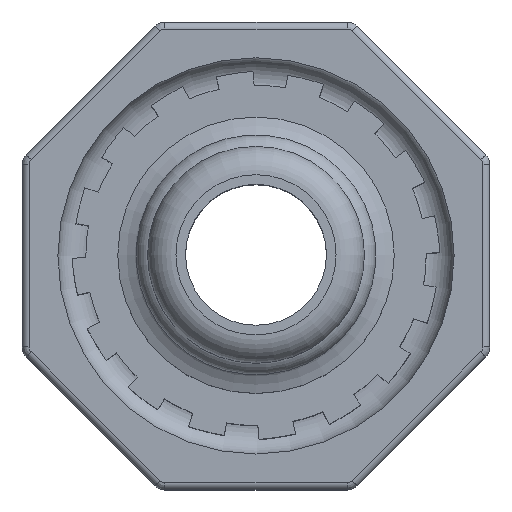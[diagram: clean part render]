
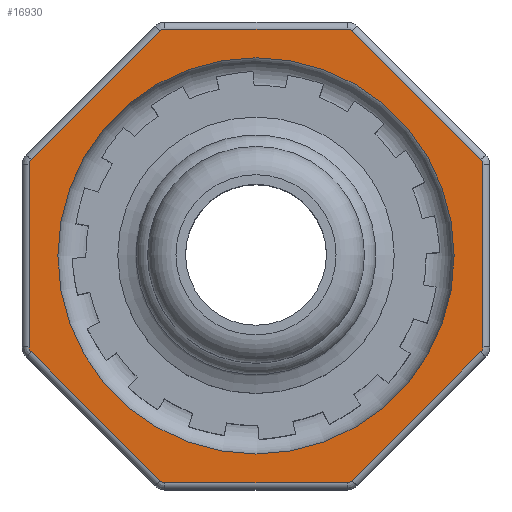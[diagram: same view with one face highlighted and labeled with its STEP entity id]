
A CAD part, top view. The second image highlights one B-rep face of the part: STEP entity #16930.
In plain terms, the highlighted planar face has unit normal (0, 0, 1).
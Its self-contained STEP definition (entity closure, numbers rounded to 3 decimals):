
#86=FACE_BOUND('',#1799,.T.);
#131=PLANE('',#17862);
#892=FACE_OUTER_BOUND('',#1798,.T.);
#1798=EDGE_LOOP('',(#11795,#11796,#11797,#11798,#11799,#11800,#11801,#11802,
#11803,#11804,#11805,#11806,#11807,#11808,#11809,#11810));
#1799=EDGE_LOOP('',(#11811));
#2740=CIRCLE('',#17863,0.5);
#2741=CIRCLE('',#17864,0.5);
#2742=CIRCLE('',#17865,0.5);
#2743=CIRCLE('',#17866,0.5);
#2744=CIRCLE('',#17867,0.5);
#2745=CIRCLE('',#17868,0.5);
#2746=CIRCLE('',#17869,0.5);
#2747=CIRCLE('',#17870,0.5);
#2748=CIRCLE('',#17871,13.978);
#3062=LINE('',#25743,#5293);
#3063=LINE('',#25747,#5294);
#3064=LINE('',#25751,#5295);
#3065=LINE('',#25755,#5296);
#3066=LINE('',#25759,#5297);
#3067=LINE('',#25763,#5298);
#3068=LINE('',#25767,#5299);
#3069=LINE('',#25770,#5300);
#5293=VECTOR('',#19012,1.);
#5294=VECTOR('',#19015,1.);
#5295=VECTOR('',#19018,1.);
#5296=VECTOR('',#19021,1.);
#5297=VECTOR('',#19024,1.);
#5298=VECTOR('',#19027,1.);
#5299=VECTOR('',#19030,1.);
#5300=VECTOR('',#19033,1.);
#7546=VERTEX_POINT('',#25739);
#7547=VERTEX_POINT('',#25740);
#7548=VERTEX_POINT('',#25742);
#7549=VERTEX_POINT('',#25744);
#7550=VERTEX_POINT('',#25746);
#7551=VERTEX_POINT('',#25748);
#7552=VERTEX_POINT('',#25750);
#7553=VERTEX_POINT('',#25752);
#7554=VERTEX_POINT('',#25754);
#7555=VERTEX_POINT('',#25756);
#7556=VERTEX_POINT('',#25758);
#7557=VERTEX_POINT('',#25760);
#7558=VERTEX_POINT('',#25762);
#7559=VERTEX_POINT('',#25764);
#7560=VERTEX_POINT('',#25766);
#7561=VERTEX_POINT('',#25768);
#7562=VERTEX_POINT('',#25771);
#9240=EDGE_CURVE('',#7546,#7547,#2740,.T.);
#9241=EDGE_CURVE('',#7547,#7548,#3062,.T.);
#9242=EDGE_CURVE('',#7548,#7549,#2741,.T.);
#9243=EDGE_CURVE('',#7549,#7550,#3063,.T.);
#9244=EDGE_CURVE('',#7550,#7551,#2742,.T.);
#9245=EDGE_CURVE('',#7551,#7552,#3064,.T.);
#9246=EDGE_CURVE('',#7552,#7553,#2743,.T.);
#9247=EDGE_CURVE('',#7553,#7554,#3065,.T.);
#9248=EDGE_CURVE('',#7554,#7555,#2744,.T.);
#9249=EDGE_CURVE('',#7555,#7556,#3066,.T.);
#9250=EDGE_CURVE('',#7556,#7557,#2745,.T.);
#9251=EDGE_CURVE('',#7557,#7558,#3067,.T.);
#9252=EDGE_CURVE('',#7558,#7559,#2746,.T.);
#9253=EDGE_CURVE('',#7559,#7560,#3068,.T.);
#9254=EDGE_CURVE('',#7560,#7561,#2747,.T.);
#9255=EDGE_CURVE('',#7561,#7546,#3069,.T.);
#9256=EDGE_CURVE('',#7562,#7562,#2748,.T.);
#11795=ORIENTED_EDGE('',*,*,#9240,.T.);
#11796=ORIENTED_EDGE('',*,*,#9241,.T.);
#11797=ORIENTED_EDGE('',*,*,#9242,.T.);
#11798=ORIENTED_EDGE('',*,*,#9243,.T.);
#11799=ORIENTED_EDGE('',*,*,#9244,.T.);
#11800=ORIENTED_EDGE('',*,*,#9245,.T.);
#11801=ORIENTED_EDGE('',*,*,#9246,.T.);
#11802=ORIENTED_EDGE('',*,*,#9247,.T.);
#11803=ORIENTED_EDGE('',*,*,#9248,.T.);
#11804=ORIENTED_EDGE('',*,*,#9249,.T.);
#11805=ORIENTED_EDGE('',*,*,#9250,.T.);
#11806=ORIENTED_EDGE('',*,*,#9251,.T.);
#11807=ORIENTED_EDGE('',*,*,#9252,.T.);
#11808=ORIENTED_EDGE('',*,*,#9253,.T.);
#11809=ORIENTED_EDGE('',*,*,#9254,.T.);
#11810=ORIENTED_EDGE('',*,*,#9255,.T.);
#11811=ORIENTED_EDGE('',*,*,#9256,.F.);
#16930=ADVANCED_FACE('',(#892,#86),#131,.F.);
#17862=AXIS2_PLACEMENT_3D('',#25738,#19008,#19009);
#17863=AXIS2_PLACEMENT_3D('',#25741,#19010,#19011);
#17864=AXIS2_PLACEMENT_3D('',#25745,#19013,#19014);
#17865=AXIS2_PLACEMENT_3D('',#25749,#19016,#19017);
#17866=AXIS2_PLACEMENT_3D('',#25753,#19019,#19020);
#17867=AXIS2_PLACEMENT_3D('',#25757,#19022,#19023);
#17868=AXIS2_PLACEMENT_3D('',#25761,#19025,#19026);
#17869=AXIS2_PLACEMENT_3D('',#25765,#19028,#19029);
#17870=AXIS2_PLACEMENT_3D('',#25769,#19031,#19032);
#17871=AXIS2_PLACEMENT_3D('',#25772,#19034,#19035);
#19008=DIRECTION('center_axis',(0.,0.,-1.));
#19009=DIRECTION('ref_axis',(1.,0.,0.));
#19010=DIRECTION('center_axis',(0.,0.,1.));
#19011=DIRECTION('ref_axis',(1.,0.,0.));
#19012=DIRECTION('',(1.,0.,0.));
#19013=DIRECTION('center_axis',(0.,0.,1.));
#19014=DIRECTION('ref_axis',(1.,0.,0.));
#19015=DIRECTION('',(0.707,0.707,0.));
#19016=DIRECTION('center_axis',(0.,0.,1.));
#19017=DIRECTION('ref_axis',(1.,0.,0.));
#19018=DIRECTION('',(0.,1.,0.));
#19019=DIRECTION('center_axis',(0.,0.,1.));
#19020=DIRECTION('ref_axis',(1.,0.,0.));
#19021=DIRECTION('',(-0.707,0.707,0.));
#19022=DIRECTION('center_axis',(0.,0.,1.));
#19023=DIRECTION('ref_axis',(1.,0.,0.));
#19024=DIRECTION('',(-1.,0.,0.));
#19025=DIRECTION('center_axis',(0.,0.,1.));
#19026=DIRECTION('ref_axis',(1.,0.,0.));
#19027=DIRECTION('',(-0.707,-0.707,0.));
#19028=DIRECTION('center_axis',(0.,0.,1.));
#19029=DIRECTION('ref_axis',(1.,0.,0.));
#19030=DIRECTION('',(0.,-1.,0.));
#19031=DIRECTION('center_axis',(0.,0.,1.));
#19032=DIRECTION('ref_axis',(1.,0.,0.));
#19033=DIRECTION('',(0.707,-0.707,0.));
#19034=DIRECTION('center_axis',(0.,0.,1.));
#19035=DIRECTION('ref_axis',(1.,0.,0.));
#25738=CARTESIAN_POINT('Origin',(0.,0.,29.003));
#25739=CARTESIAN_POINT('',(-6.774,-15.854,29.003));
#25740=CARTESIAN_POINT('',(-6.42,-16.,29.003));
#25741=CARTESIAN_POINT('Origin',(-6.42,-15.5,29.003));
#25742=CARTESIAN_POINT('',(6.42,-16.,29.003));
#25743=CARTESIAN_POINT('',(6.42,-16.,29.003));
#25744=CARTESIAN_POINT('',(6.774,-15.854,29.003));
#25745=CARTESIAN_POINT('Origin',(6.42,-15.5,29.003));
#25746=CARTESIAN_POINT('',(15.854,-6.774,29.003));
#25747=CARTESIAN_POINT('',(15.854,-6.774,29.003));
#25748=CARTESIAN_POINT('',(16.,-6.42,29.003));
#25749=CARTESIAN_POINT('Origin',(15.5,-6.42,29.003));
#25750=CARTESIAN_POINT('',(16.,6.42,29.003));
#25751=CARTESIAN_POINT('',(16.,6.42,29.003));
#25752=CARTESIAN_POINT('',(15.854,6.774,29.003));
#25753=CARTESIAN_POINT('Origin',(15.5,6.42,29.003));
#25754=CARTESIAN_POINT('',(6.774,15.854,29.003));
#25755=CARTESIAN_POINT('',(6.774,15.854,29.003));
#25756=CARTESIAN_POINT('',(6.42,16.,29.003));
#25757=CARTESIAN_POINT('Origin',(6.42,15.5,29.003));
#25758=CARTESIAN_POINT('',(-6.42,16.,29.003));
#25759=CARTESIAN_POINT('',(-6.42,16.,29.003));
#25760=CARTESIAN_POINT('',(-6.774,15.854,29.003));
#25761=CARTESIAN_POINT('Origin',(-6.42,15.5,29.003));
#25762=CARTESIAN_POINT('',(-15.854,6.774,29.003));
#25763=CARTESIAN_POINT('',(-15.854,6.774,29.003));
#25764=CARTESIAN_POINT('',(-16.,6.42,29.003));
#25765=CARTESIAN_POINT('Origin',(-15.5,6.42,29.003));
#25766=CARTESIAN_POINT('',(-16.,-6.42,29.003));
#25767=CARTESIAN_POINT('',(-16.,-6.42,29.003));
#25768=CARTESIAN_POINT('',(-15.854,-6.774,29.003));
#25769=CARTESIAN_POINT('Origin',(-15.5,-6.42,29.003));
#25770=CARTESIAN_POINT('',(-6.774,-15.854,29.003));
#25771=CARTESIAN_POINT('',(-13.978,0.,29.003));
#25772=CARTESIAN_POINT('Origin',(0.,0.,29.003));
